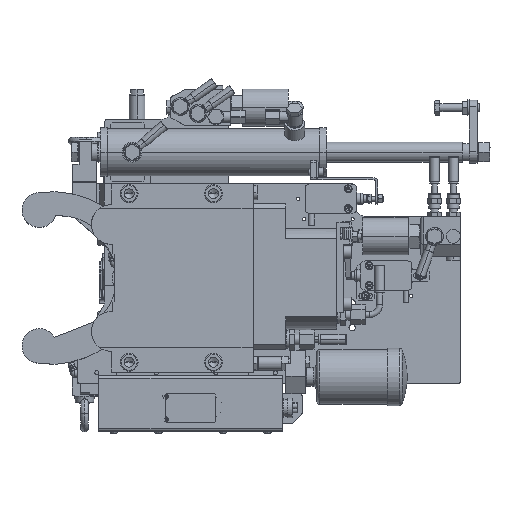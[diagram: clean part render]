
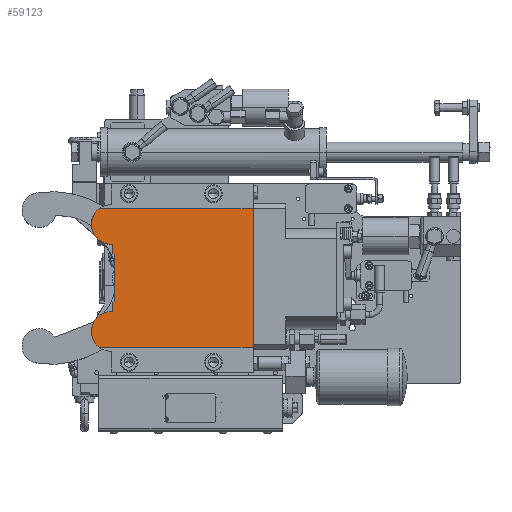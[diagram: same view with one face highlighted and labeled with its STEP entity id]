
A CAD part, top view. The second image highlights one B-rep face of the part: STEP entity #59123.
In plain terms, the highlighted planar face has unit normal (0, 0, 1).
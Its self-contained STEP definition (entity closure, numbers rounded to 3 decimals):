
#1328=DIRECTION('',(0.,1.,0.));
#1329=VECTOR('',#1328,140.);
#1330=CARTESIAN_POINT('',(85.,-70.,214.8));
#1331=LINE('',#1330,#1329);
#2516=CARTESIAN_POINT('',(-58.,54.,214.8));
#2517=DIRECTION('',(0.,0.,1.));
#2518=DIRECTION('',(-0.6,0.8,0.));
#2519=AXIS2_PLACEMENT_3D('',#2516,#2517,#2518);
#2602=DIRECTION('',(-1.,0.,0.));
#2603=VECTOR('',#2602,155.);
#2604=CARTESIAN_POINT('',(85.,70.,214.8));
#2605=LINE('',#2604,#2603);
#2606=DIRECTION('',(-1.,0.,0.));
#2607=VECTOR('',#2606,155.);
#2608=CARTESIAN_POINT('',(85.,-70.,214.8));
#2609=LINE('',#2608,#2607);
#10445=DIRECTION('',(1.,0.,0.));
#10446=VECTOR('',#10445,1.5);
#10447=CARTESIAN_POINT('',(-58.,34.,214.8));
#10448=LINE('',#10447,#10446);
#10457=DIRECTION('',(0.,-1.,0.));
#10458=VECTOR('',#10457,9.639);
#10459=CARTESIAN_POINT('',(-56.5,34.,214.8));
#10460=LINE('',#10459,#10458);
#10469=DIRECTION('',(0.937,-0.35,0.));
#10470=VECTOR('',#10469,1.601);
#10471=CARTESIAN_POINT('',(-56.5,24.361,214.8));
#10472=LINE('',#10471,#10470);
#10481=DIRECTION('',(0.,-1.,0.));
#10482=VECTOR('',#10481,47.6);
#10483=CARTESIAN_POINT('',(-55.,23.8,214.8));
#10484=LINE('',#10483,#10482);
#10509=DIRECTION('',(-0.937,-0.35,0.));
#10510=VECTOR('',#10509,1.601);
#10511=CARTESIAN_POINT('',(-55.,-23.8,214.8));
#10512=LINE('',#10511,#10510);
#10521=DIRECTION('',(0.,-1.,0.));
#10522=VECTOR('',#10521,9.639);
#10523=CARTESIAN_POINT('',(-56.5,-24.361,214.8));
#10524=LINE('',#10523,#10522);
#10533=DIRECTION('',(-1.,0.,0.));
#10534=VECTOR('',#10533,1.5);
#10535=CARTESIAN_POINT('',(-56.5,-34.,214.8));
#10536=LINE('',#10535,#10534);
#10546=CARTESIAN_POINT('',(-58.,-54.,214.8));
#10547=DIRECTION('',(0.,0.,1.));
#10548=DIRECTION('',(0.,1.,0.));
#10549=AXIS2_PLACEMENT_3D('',#10546,#10547,#10548);
#51072=CARTESIAN_POINT('',(85.,-70.,214.8));
#51073=VERTEX_POINT('',#51072);
#51074=CARTESIAN_POINT('',(85.,70.,214.8));
#51075=VERTEX_POINT('',#51074);
#51080=CARTESIAN_POINT('',(-58.,34.,214.8));
#51081=CARTESIAN_POINT('',(-56.5,34.,214.8));
#51082=VERTEX_POINT('',#51080);
#51083=VERTEX_POINT('',#51081);
#51088=CARTESIAN_POINT('',(-56.5,-24.361,214.8));
#51089=CARTESIAN_POINT('',(-56.5,-34.,214.8));
#51090=VERTEX_POINT('',#51088);
#51091=VERTEX_POINT('',#51089);
#51094=CARTESIAN_POINT('',(-58.,-34.,214.8));
#51095=VERTEX_POINT('',#51094);
#51100=CARTESIAN_POINT('',(-70.,-70.,214.8));
#51101=VERTEX_POINT('',#51100);
#51102=CARTESIAN_POINT('',(-70.,70.,214.8));
#51103=VERTEX_POINT('',#51102);
#51108=CARTESIAN_POINT('',(-56.5,24.361,214.8));
#51109=VERTEX_POINT('',#51108);
#51112=CARTESIAN_POINT('',(-55.,23.8,214.8));
#51113=VERTEX_POINT('',#51112);
#51116=CARTESIAN_POINT('',(-55.,-23.8,214.8));
#51117=VERTEX_POINT('',#51116);
#59095=CARTESIAN_POINT('',(85.,-70.,214.8));
#59096=DIRECTION('',(0.,0.,-1.));
#59097=DIRECTION('',(0.,1.,0.));
#59098=AXIS2_PLACEMENT_3D('',#59095,#59096,#59097);
#59099=PLANE('',#59098);
#59100=ORIENTED_EDGE('',*,*,#58079,.F.);
#59102=ORIENTED_EDGE('',*,*,#59101,.T.);
#59104=ORIENTED_EDGE('',*,*,#59103,.F.);
#59106=ORIENTED_EDGE('',*,*,#59105,.F.);
#59108=ORIENTED_EDGE('',*,*,#59107,.F.);
#59110=ORIENTED_EDGE('',*,*,#59109,.F.);
#59112=ORIENTED_EDGE('',*,*,#59111,.F.);
#59114=ORIENTED_EDGE('',*,*,#59113,.F.);
#59116=ORIENTED_EDGE('',*,*,#59115,.F.);
#59118=ORIENTED_EDGE('',*,*,#59117,.F.);
#59119=ORIENTED_EDGE('',*,*,#59007,.F.);
#59120=ORIENTED_EDGE('',*,*,#59089,.F.);
#59121=EDGE_LOOP('',(#59100,#59102,#59104,#59106,#59108,#59110,#59112,#59114,
#59116,#59118,#59119,#59120));
#59122=FACE_OUTER_BOUND('',#59121,.F.);
#59123=ADVANCED_FACE('',(#59122),#59099,.F.);
#2520=CIRCLE('',#2519,20.);
#10550=CIRCLE('',#10549,20.);
#58079=EDGE_CURVE('',#51073,#51075,#1331,.T.);
#59007=EDGE_CURVE('',#51103,#51082,#2520,.T.);
#59089=EDGE_CURVE('',#51075,#51103,#2605,.T.);
#59101=EDGE_CURVE('',#51073,#51101,#2609,.T.);
#59103=EDGE_CURVE('',#51095,#51101,#10550,.T.);
#59105=EDGE_CURVE('',#51091,#51095,#10536,.T.);
#59107=EDGE_CURVE('',#51090,#51091,#10524,.T.);
#59109=EDGE_CURVE('',#51117,#51090,#10512,.T.);
#59111=EDGE_CURVE('',#51113,#51117,#10484,.T.);
#59113=EDGE_CURVE('',#51109,#51113,#10472,.T.);
#59115=EDGE_CURVE('',#51083,#51109,#10460,.T.);
#59117=EDGE_CURVE('',#51082,#51083,#10448,.T.);
